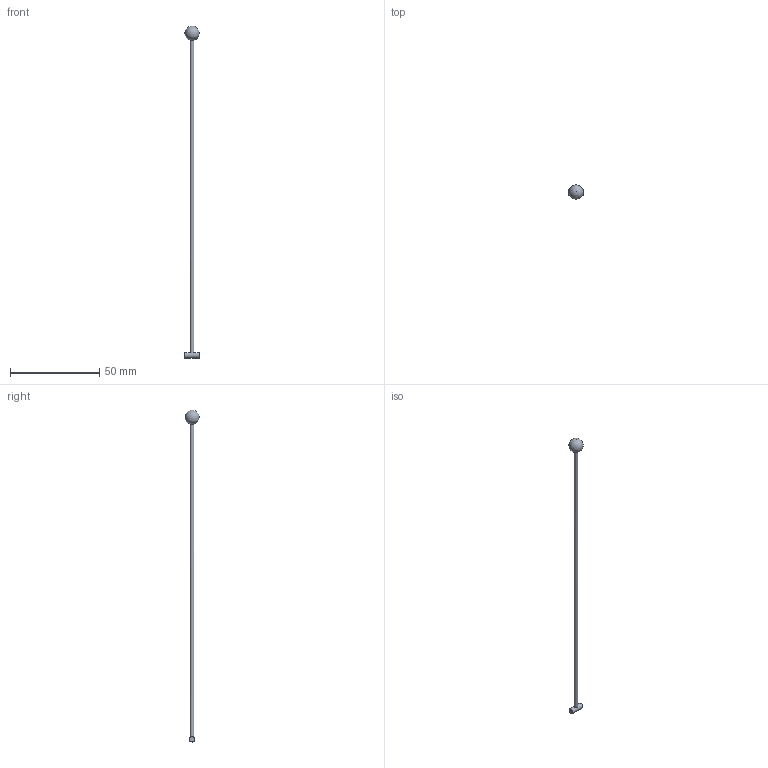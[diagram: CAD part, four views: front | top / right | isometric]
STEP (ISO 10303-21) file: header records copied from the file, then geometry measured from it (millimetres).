
FILE_DESCRIPTION(/* description */ (''),/* implementation_level */ '2;1');
FILE_NAME(/* name */ 'probe_ipt_e8f6d2e5.STEP',/* time_stamp */ '2020-12-11T19:46:18+08:00',/* author */ ('Lvzongyang'),/* organization */ (''),/* preprocessor_version */ 'ST-DEVELOPER v15.6',/* originating_system */ 'Autodesk Inventor 2015',/* authorisation */ '');
FILE_SCHEMA (('AUTOMOTIVE_DESIGN { 1 0 10303 214 3 1 1 }'));
Length unit declared in the file: millimetre
Products named in the file (1): probe
Bounding box: 8 x 7.95 x 185.5 mm (x, y, z)
Volume: 873.1 mm3; surface area: 1382.8 mm2
Topology: 1 solids, 1 shells, 8 faces, 18 edges, 12 vertices
Faces by surface type: plane 5, cylinder 2, sphere 1
Full cylindrical faces by diameter (mm): 2 x1, 3 x1
Entity records: 234 total; most frequent: CARTESIAN_POINT 60, DIRECTION 32, ORIENTED_EDGE 20, AXIS2_PLACEMENT_3D 14, EDGE_LOOP 12, EDGE_CURVE 10, FACE_OUTER_BOUND 8, VERTEX_POINT 8
